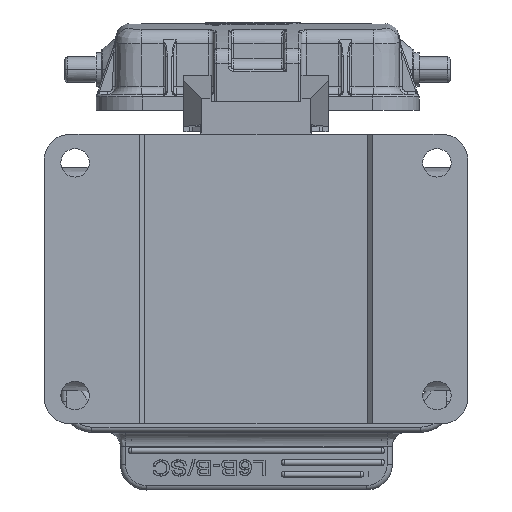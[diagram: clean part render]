
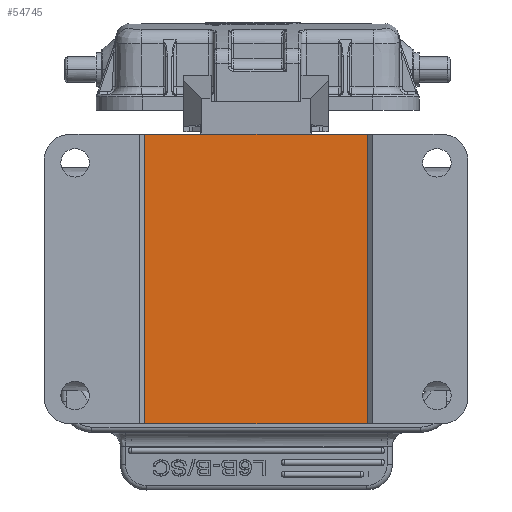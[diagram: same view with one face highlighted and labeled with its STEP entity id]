
A CAD part, front view. The second image highlights one B-rep face of the part: STEP entity #54745.
In plain terms, the highlighted planar face has unit normal (0, -1, 0).
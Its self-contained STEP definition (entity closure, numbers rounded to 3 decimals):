
#6046=DIRECTION('',(1.,0.,0.));
#6047=VECTOR('',#6046,43.);
#6048=CARTESIAN_POINT('',(-21.5,1.,-28.));
#6049=LINE('',#6048,#6047);
#6131=DIRECTION('',(0.,0.,-1.));
#6132=VECTOR('',#6131,56.);
#6133=CARTESIAN_POINT('',(-21.5,1.,28.));
#6134=LINE('',#6133,#6132);
#6143=DIRECTION('',(-1.,0.,0.));
#6144=VECTOR('',#6143,43.);
#6145=CARTESIAN_POINT('',(21.5,1.,28.));
#6146=LINE('',#6145,#6144);
#17990=DIRECTION('',(0.,0.,-1.));
#17991=VECTOR('',#17990,56.);
#17992=CARTESIAN_POINT('',(21.5,1.,28.));
#17993=LINE('',#17992,#17991);
#23731=CARTESIAN_POINT('',(-21.5,1.,28.));
#23732=VERTEX_POINT('',#23731);
#23733=CARTESIAN_POINT('',(-21.5,1.,-28.));
#23734=VERTEX_POINT('',#23733);
#23743=CARTESIAN_POINT('',(21.5,1.,28.));
#23744=VERTEX_POINT('',#23743);
#23804=CARTESIAN_POINT('',(21.5,1.,-28.));
#23805=VERTEX_POINT('',#23804);
#54734=CARTESIAN_POINT('',(0.,1.,0.));
#54735=DIRECTION('',(0.,1.,0.));
#54736=DIRECTION('',(-1.,0.,0.));
#54737=AXIS2_PLACEMENT_3D('',#54734,#54735,#54736);
#54738=PLANE('',#54737);
#54739=ORIENTED_EDGE('',*,*,#34630,.F.);
#54740=ORIENTED_EDGE('',*,*,#34508,.T.);
#54741=ORIENTED_EDGE('',*,*,#34528,.F.);
#54742=ORIENTED_EDGE('',*,*,#34614,.F.);
#54743=EDGE_LOOP('',(#54739,#54740,#54741,#54742));
#54744=FACE_OUTER_BOUND('',#54743,.F.);
#54745=ADVANCED_FACE('',(#54744),#54738,.F.);
#34508=EDGE_CURVE('',#23744,#23805,#17993,.T.);
#34528=EDGE_CURVE('',#23734,#23805,#6049,.T.);
#34614=EDGE_CURVE('',#23732,#23734,#6134,.T.);
#34630=EDGE_CURVE('',#23744,#23732,#6146,.T.);
